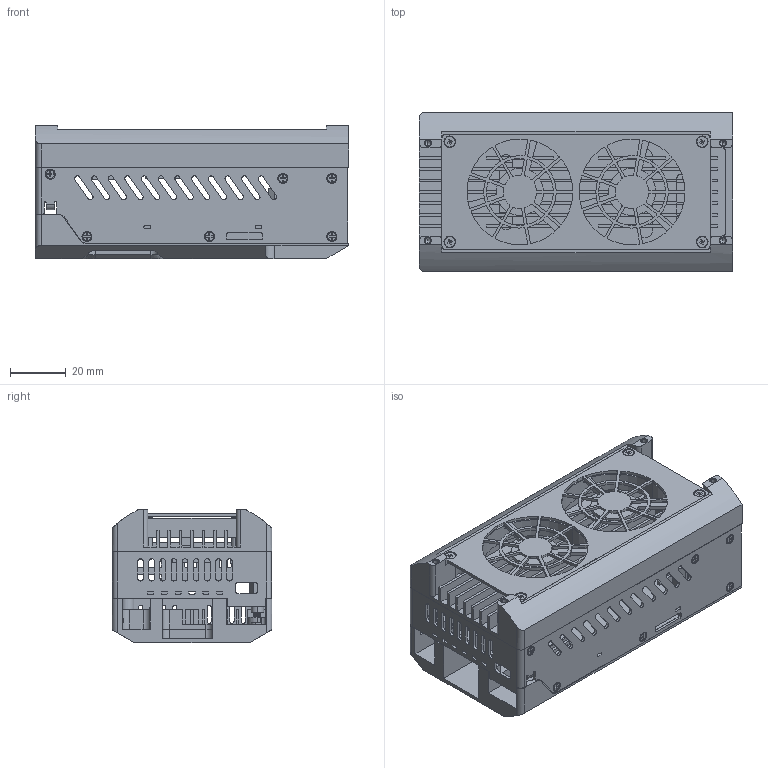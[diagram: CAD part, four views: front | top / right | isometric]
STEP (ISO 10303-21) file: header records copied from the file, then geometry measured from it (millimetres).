
FILE_DESCRIPTION (( 'STEP AP214' ), '1' );
FILE_NAME ('9P315 Netbox-II RevA.STEP', '2016-08-16T14:31:00', ( '' ), ( '' ), 'SwSTEP 2.0', 'SolidWorks 2016', '' );
FILE_SCHEMA (( 'AUTOMOTIVE_DESIGN' ));
Length unit declared in the file: millimetre
Products named in the file (68): 61202 Senkschraube KS DIN 965 A2 M2 x 6; 61221 Senkschraube KS DIN 965 A2 M2 x 10; 61104 Senkschraube DIN 965 M1,6x4; 1P306 Batterieklappe; 62064 Abstandsbolzen MS- I-I M1,6x4_Hexagon Thin Nut ISO 4035 - M8 - C; 51627 Lüfter 40x40x6; 62258 Abstandsbolzen MS-Ni A-I M2,5x8_Hexagon Thin Nut ISO 4035 - M8 - C; 1P305 Abdeckblech-NB2; 61258 Linsenschraube KS DIN 7985 A2 M2,5x14; 1P304 Rückwand-NB2; 1P303 Abdeckung-NB2; 61255 Linsenschraube KS DIN 7985 A2 M2,5x6; 1P302 Blechrahmen-NB2; 1P301 K黨lk鰎per-NB2; 61291 Distanzhülse 2,7x4,5 L=5; 9P315 Netbox-II RevA; 53124-1 Abdichtstreifen D=3 Zuschnitt 4x36; 62064 Abstandsbolzen MS- I-I M1,6x4; 61107 Senkschraube DIN 965 M1,6x3; 62258 Abstandsbolzen MS-Ni A-I M2,5x8
Assembly tree (50 placements, depth 2):
  61221 Senkschraube KS DIN 965 A2 M2 x 10
  61104 Senkschraube DIN 965 M1,6x4
  61104 Senkschraube DIN 965 M1,6x4
  61221 Senkschraube KS DIN 965 A2 M2 x 10
  61221 Senkschraube KS DIN 965 A2 M2 x 10
Bounding box: 112.5 x 57.4 x 48 mm (x, y, z)
Volume: 97622.9 mm3; surface area: 86817.5 mm2
Topology: 50 solids, 50 shells, 3648 faces, 9631 edges, 6032 vertices
Faces by surface type: plane 1529, cylinder 1191, cone 880, torus 40, sphere 8
Entity records: 79089 total; most frequent: DIRECTION 13737, CARTESIAN_POINT 13558, ORIENTED_EDGE 13018, EDGE_CURVE 6509, AXIS2_PLACEMENT_3D 4915, VERTEX_POINT 4170, VECTOR 3907, LINE 3907
